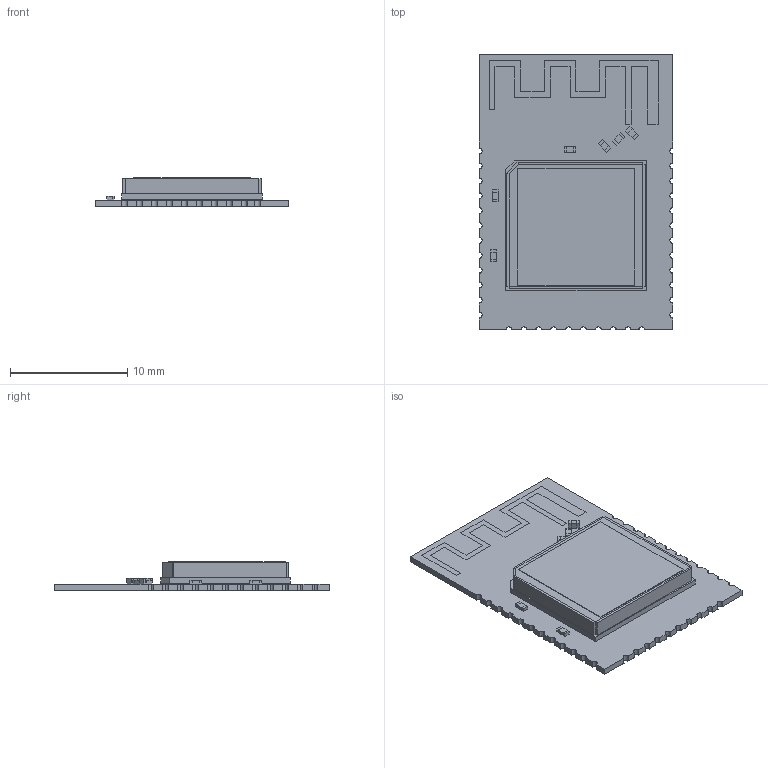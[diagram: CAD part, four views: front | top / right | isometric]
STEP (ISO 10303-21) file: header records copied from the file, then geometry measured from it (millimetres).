
FILE_DESCRIPTION(('FreeCAD Model'),'2;1');
FILE_NAME('PCB_cp.step','2019-02-23T18:02:13',( 'kicad StepUp'),('ksu MCAD'),'Open CASCADE STEP processor 7.3', 'FreeCAD','Unknown');
FILE_SCHEMA(('AUTOMOTIVE_DESIGN { 1 0 10303 214 1 1 1 1 }'));
Length unit declared in the file: millimetre
Products named in the file (1): PCB_cp
Bounding box: 16.51 x 23.5 x 2.43 mm (x, y, z)
Volume: 304.1 mm3; surface area: 1942.1 mm2
Topology: 148 solids, 148 shells, 2046 faces, 5250 edges, 3500 vertices
Faces by surface type: plane 2000, cylinder 46
Entity records: 74854 total; most frequent: CARTESIAN_POINT 10797, ORIENTED_EDGE 10500, DIRECTION 9436, EDGE_CURVE 5250, LINE 5158, VECTOR 5158, VERTEX_POINT 3500, AXIS2_PLACEMENT_3D 2139
